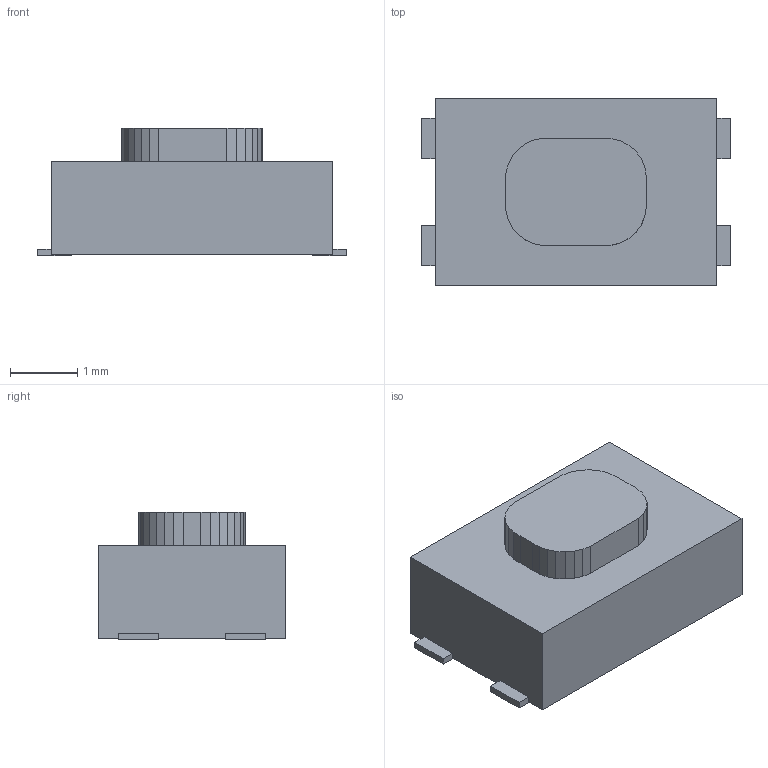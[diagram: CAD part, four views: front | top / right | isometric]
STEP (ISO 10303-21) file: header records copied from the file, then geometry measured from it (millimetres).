
FILE_DESCRIPTION(('FreeCAD Model'),'2;1');
FILE_NAME('SW_Push_1P1T_NO_CK_KMR2.step', '2019-10-01T13:01:52',('kicad StepUp'),('ksu MCAD'), 'Open CASCADE STEP processor 7.3','FreeCAD','Unknown');
FILE_SCHEMA(('AUTOMOTIVE_DESIGN { 1 0 10303 214 1 1 1 1 }'));
Length unit declared in the file: millimetre
Products named in the file (1): SW_Push_1P1T_NO_CK_KMR2
Bounding box: 4.6 x 2.8 x 1.9 mm (x, y, z)
Volume: 17.9 mm3; surface area: 47.4 mm2
Topology: 1 solids, 1 shells, 61 faces, 174 edges, 116 vertices
Faces by surface type: plane 61
Entity records: 2389 total; most frequent: CARTESIAN_POINT 352, ORIENTED_EDGE 348, DIRECTION 298, EDGE_CURVE 174, LINE 174, VECTOR 174, VERTEX_POINT 116, AXIS2_PLACEMENT_3D 62
